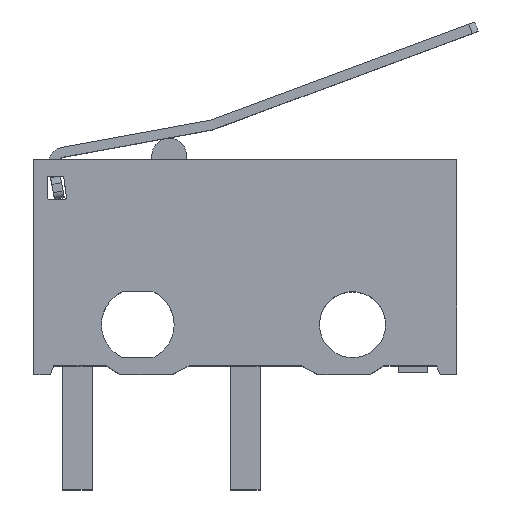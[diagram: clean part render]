
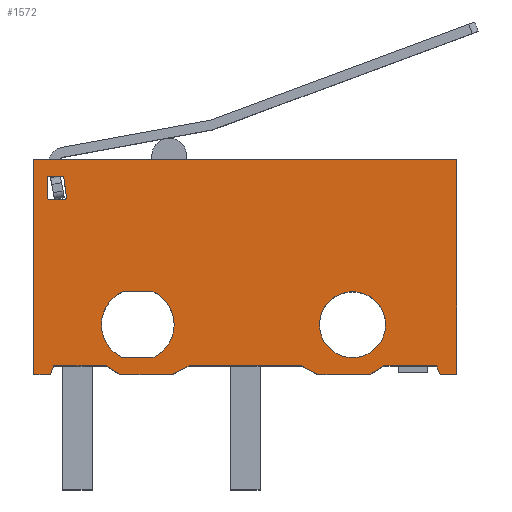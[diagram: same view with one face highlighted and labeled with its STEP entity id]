
A CAD part, top view. The second image highlights one B-rep face of the part: STEP entity #1572.
In plain terms, the highlighted planar face has unit normal (0, 0, 1).
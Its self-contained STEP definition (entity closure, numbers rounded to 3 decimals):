
#2=CARTESIAN_POINT('',(-5.458,2.1,2.9));
#3=DIRECTION('',(0.,0.,-1.));
#4=DIRECTION('',(0.99,0.141,0.));
#5=AXIS2_PLACEMENT_3D('',#2,#3,#4);
#36=CARTESIAN_POINT('',(-5.543,2.7,2.9));
#37=DIRECTION('',(0.,0.,-1.));
#38=DIRECTION('',(0.,1.,0.));
#39=AXIS2_PLACEMENT_3D('',#36,#37,#38);
#70=CARTESIAN_POINT('',(-5.95,2.7,2.9));
#71=DIRECTION('',(0.,0.,-1.));
#72=DIRECTION('',(-1.,0.,0.));
#73=AXIS2_PLACEMENT_3D('',#70,#71,#72);
#104=CARTESIAN_POINT('',(-5.95,2.1,2.9));
#105=DIRECTION('',(0.,0.,-1.));
#106=DIRECTION('',(0.,-1.,0.));
#107=AXIS2_PLACEMENT_3D('',#104,#105,#106);
#369=DIRECTION('',(-0.848,0.53,0.));
#370=VECTOR('',#369,0.472);
#371=CARTESIAN_POINT('',(-3.8,-3.25,2.9));
#372=LINE('',#371,#370);
#373=DIRECTION('',(-1.,0.,0.));
#374=VECTOR('',#373,1.6);
#375=CARTESIAN_POINT('',(-4.2,-3.,2.9));
#376=LINE('',#375,#374);
#377=DIRECTION('',(-0.371,-0.928,0.));
#378=VECTOR('',#377,0.269);
#379=CARTESIAN_POINT('',(-5.8,-3.,2.9));
#380=LINE('',#379,#378);
#381=DIRECTION('',(1.,0.,0.));
#382=VECTOR('',#381,0.5);
#383=CARTESIAN_POINT('',(-6.4,-3.25,2.9));
#384=LINE('',#383,#382);
#385=DIRECTION('',(0.,-1.,0.));
#386=VECTOR('',#385,6.5);
#387=CARTESIAN_POINT('',(-6.4,3.25,2.9));
#388=LINE('',#387,#386);
#389=DIRECTION('',(-1.,0.,0.));
#390=VECTOR('',#389,12.8);
#391=CARTESIAN_POINT('',(6.4,3.25,2.9));
#392=LINE('',#391,#390);
#393=DIRECTION('',(0.,1.,0.));
#394=VECTOR('',#393,6.5);
#395=CARTESIAN_POINT('',(6.4,-3.25,2.9));
#396=LINE('',#395,#394);
#397=DIRECTION('',(1.,0.,0.));
#398=VECTOR('',#397,0.5);
#399=CARTESIAN_POINT('',(5.9,-3.25,2.9));
#400=LINE('',#399,#398);
#401=DIRECTION('',(-0.371,0.928,0.));
#402=VECTOR('',#401,0.269);
#403=CARTESIAN_POINT('',(5.9,-3.25,2.9));
#404=LINE('',#403,#402);
#405=DIRECTION('',(-1.,0.,0.));
#406=VECTOR('',#405,1.6);
#407=CARTESIAN_POINT('',(5.8,-3.,2.9));
#408=LINE('',#407,#406);
#409=DIRECTION('',(-0.848,-0.53,0.));
#410=VECTOR('',#409,0.472);
#411=CARTESIAN_POINT('',(4.2,-3.,2.9));
#412=LINE('',#411,#410);
#413=DIRECTION('',(1.,0.,0.));
#414=VECTOR('',#413,1.6);
#415=CARTESIAN_POINT('',(2.2,-3.25,2.9));
#416=LINE('',#415,#414);
#417=DIRECTION('',(-0.894,0.447,0.));
#418=VECTOR('',#417,0.559);
#419=CARTESIAN_POINT('',(2.2,-3.25,2.9));
#420=LINE('',#419,#418);
#421=DIRECTION('',(-1.,0.,0.));
#422=VECTOR('',#421,3.4);
#423=CARTESIAN_POINT('',(1.7,-3.,2.9));
#424=LINE('',#423,#422);
#425=DIRECTION('',(-0.894,-0.447,0.));
#426=VECTOR('',#425,0.559);
#427=CARTESIAN_POINT('',(-1.7,-3.,2.9));
#428=LINE('',#427,#426);
#429=DIRECTION('',(1.,0.,0.));
#430=VECTOR('',#429,1.6);
#431=CARTESIAN_POINT('',(-3.8,-3.25,2.9));
#432=LINE('',#431,#430);
#433=CARTESIAN_POINT('',(3.25,-1.75,2.9));
#434=DIRECTION('',(0.,0.,1.));
#435=DIRECTION('',(1.,0.,0.));
#436=AXIS2_PLACEMENT_3D('',#433,#434,#435);
#438=CARTESIAN_POINT('',(3.25,-1.75,2.9));
#439=DIRECTION('',(0.,0.,1.));
#440=DIRECTION('',(-1.,0.,0.));
#441=AXIS2_PLACEMENT_3D('',#438,#439,#440);
#443=CARTESIAN_POINT('',(-3.25,-1.75,2.9));
#444=DIRECTION('',(0.,0.,1.));
#445=DIRECTION('',(-0.417,0.909,0.));
#446=AXIS2_PLACEMENT_3D('',#443,#444,#445);
#448=DIRECTION('',(1.,0.,0.));
#449=VECTOR('',#448,0.917);
#450=CARTESIAN_POINT('',(-3.708,-2.75,2.9));
#451=LINE('',#450,#449);
#452=CARTESIAN_POINT('',(-3.25,-1.75,2.9));
#453=DIRECTION('',(0.,0.,1.));
#454=DIRECTION('',(0.417,-0.909,0.));
#455=AXIS2_PLACEMENT_3D('',#452,#453,#454);
#457=DIRECTION('',(-1.,0.,0.));
#458=VECTOR('',#457,0.917);
#459=CARTESIAN_POINT('',(-2.792,-0.75,2.9));
#460=LINE('',#459,#458);
#461=DIRECTION('',(-1.,0.,0.));
#462=VECTOR('',#461,0.407);
#463=CARTESIAN_POINT('',(-5.543,2.75,2.9));
#464=LINE('',#463,#462);
#465=DIRECTION('',(0.,-1.,0.));
#466=VECTOR('',#465,0.6);
#467=CARTESIAN_POINT('',(-6.,2.7,2.9));
#468=LINE('',#467,#466);
#469=DIRECTION('',(1.,0.,0.));
#470=VECTOR('',#469,0.492);
#471=CARTESIAN_POINT('',(-5.95,2.05,2.9));
#472=LINE('',#471,#470);
#473=DIRECTION('',(-0.141,0.99,0.));
#474=VECTOR('',#473,0.606);
#475=CARTESIAN_POINT('',(-5.408,2.107,2.9));
#476=LINE('',#475,#474);
#822=CARTESIAN_POINT('',(-6.4,3.25,2.9));
#823=CARTESIAN_POINT('',(-6.4,-3.25,2.9));
#824=VERTEX_POINT('',#822);
#825=VERTEX_POINT('',#823);
#826=CARTESIAN_POINT('',(6.4,-3.25,2.9));
#827=CARTESIAN_POINT('',(6.4,3.25,2.9));
#828=VERTEX_POINT('',#826);
#829=VERTEX_POINT('',#827);
#842=CARTESIAN_POINT('',(4.25,-1.75,2.9));
#843=CARTESIAN_POINT('',(2.25,-1.75,2.9));
#844=VERTEX_POINT('',#842);
#845=VERTEX_POINT('',#843);
#846=CARTESIAN_POINT('',(-3.708,-0.75,2.9));
#847=CARTESIAN_POINT('',(-3.708,-2.75,2.9));
#848=VERTEX_POINT('',#846);
#849=VERTEX_POINT('',#847);
#850=CARTESIAN_POINT('',(-2.792,-2.75,2.9));
#851=VERTEX_POINT('',#850);
#852=CARTESIAN_POINT('',(-2.792,-0.75,2.9));
#853=VERTEX_POINT('',#852);
#878=CARTESIAN_POINT('',(-3.8,-3.25,2.9));
#879=CARTESIAN_POINT('',(-4.2,-3.,2.9));
#880=VERTEX_POINT('',#878);
#881=VERTEX_POINT('',#879);
#882=CARTESIAN_POINT('',(-5.8,-3.,2.9));
#883=VERTEX_POINT('',#882);
#884=CARTESIAN_POINT('',(-5.9,-3.25,2.9));
#885=VERTEX_POINT('',#884);
#886=CARTESIAN_POINT('',(2.2,-3.25,2.9));
#887=CARTESIAN_POINT('',(1.7,-3.,2.9));
#888=VERTEX_POINT('',#886);
#889=VERTEX_POINT('',#887);
#890=CARTESIAN_POINT('',(-1.7,-3.,2.9));
#891=VERTEX_POINT('',#890);
#892=CARTESIAN_POINT('',(-2.2,-3.25,2.9));
#893=VERTEX_POINT('',#892);
#894=CARTESIAN_POINT('',(5.9,-3.25,2.9));
#895=CARTESIAN_POINT('',(5.8,-3.,2.9));
#896=VERTEX_POINT('',#894);
#897=VERTEX_POINT('',#895);
#898=CARTESIAN_POINT('',(4.2,-3.,2.9));
#899=VERTEX_POINT('',#898);
#900=CARTESIAN_POINT('',(3.8,-3.25,2.9));
#901=VERTEX_POINT('',#900);
#1010=CARTESIAN_POINT('',(-5.95,2.05,2.9));
#1012=VERTEX_POINT('',#1010);
#1014=CARTESIAN_POINT('',(-6.,2.1,2.9));
#1016=VERTEX_POINT('',#1014);
#1018=CARTESIAN_POINT('',(-6.,2.7,2.9));
#1020=VERTEX_POINT('',#1018);
#1022=CARTESIAN_POINT('',(-5.95,2.75,2.9));
#1024=VERTEX_POINT('',#1022);
#1026=CARTESIAN_POINT('',(-5.543,2.75,2.9));
#1028=VERTEX_POINT('',#1026);
#1030=CARTESIAN_POINT('',(-5.494,2.707,2.9));
#1032=VERTEX_POINT('',#1030);
#1034=CARTESIAN_POINT('',(-5.408,2.107,2.9));
#1036=VERTEX_POINT('',#1034);
#1038=CARTESIAN_POINT('',(-5.458,2.05,2.9));
#1040=VERTEX_POINT('',#1038);
#1515=CARTESIAN_POINT('',(0.,0.,2.9));
#1516=DIRECTION('',(0.,0.,1.));
#1517=DIRECTION('',(1.,0.,0.));
#1518=AXIS2_PLACEMENT_3D('',#1515,#1516,#1517);
#1519=PLANE('',#1518);
#1520=ORIENTED_EDGE('',*,*,#1412,.T.);
#1521=ORIENTED_EDGE('',*,*,#1427,.T.);
#1522=ORIENTED_EDGE('',*,*,#1451,.T.);
#1523=ORIENTED_EDGE('',*,*,#1480,.F.);
#1525=ORIENTED_EDGE('',*,*,#1524,.F.);
#1526=ORIENTED_EDGE('',*,*,#1295,.F.);
#1528=ORIENTED_EDGE('',*,*,#1527,.F.);
#1529=ORIENTED_EDGE('',*,*,#1507,.F.);
#1531=ORIENTED_EDGE('',*,*,#1530,.T.);
#1533=ORIENTED_EDGE('',*,*,#1532,.T.);
#1535=ORIENTED_EDGE('',*,*,#1534,.T.);
#1536=ORIENTED_EDGE('',*,*,#1492,.F.);
#1538=ORIENTED_EDGE('',*,*,#1537,.T.);
#1540=ORIENTED_EDGE('',*,*,#1539,.T.);
#1542=ORIENTED_EDGE('',*,*,#1541,.T.);
#1543=ORIENTED_EDGE('',*,*,#1463,.F.);
#1544=EDGE_LOOP('',(#1520,#1521,#1522,#1523,#1525,#1526,#1528,#1529,#1531,#1533,
#1535,#1536,#1538,#1540,#1542,#1543));
#1545=FACE_OUTER_BOUND('',#1544,.F.);
#1547=ORIENTED_EDGE('',*,*,#1546,.T.);
#1549=ORIENTED_EDGE('',*,*,#1548,.T.);
#1550=EDGE_LOOP('',(#1547,#1549));
#1551=FACE_BOUND('',#1550,.F.);
#1553=ORIENTED_EDGE('',*,*,#1552,.T.);
#1555=ORIENTED_EDGE('',*,*,#1554,.T.);
#1557=ORIENTED_EDGE('',*,*,#1556,.T.);
#1559=ORIENTED_EDGE('',*,*,#1558,.T.);
#1560=EDGE_LOOP('',(#1553,#1555,#1557,#1559));
#1561=FACE_BOUND('',#1560,.F.);
#1562=ORIENTED_EDGE('',*,*,#1143,.T.);
#1563=ORIENTED_EDGE('',*,*,#1174,.F.);
#1564=ORIENTED_EDGE('',*,*,#1189,.T.);
#1565=ORIENTED_EDGE('',*,*,#1220,.F.);
#1566=ORIENTED_EDGE('',*,*,#1237,.T.);
#1567=ORIENTED_EDGE('',*,*,#1081,.F.);
#1568=ORIENTED_EDGE('',*,*,#1097,.T.);
#1569=ORIENTED_EDGE('',*,*,#1128,.F.);
#1570=EDGE_LOOP('',(#1562,#1563,#1564,#1565,#1566,#1567,#1568,#1569));
#1571=FACE_BOUND('',#1570,.F.);
#6=CIRCLE('',#5,0.05);
#40=CIRCLE('',#39,0.05);
#74=CIRCLE('',#73,0.05);
#108=CIRCLE('',#107,0.05);
#437=CIRCLE('',#436,1.);
#442=CIRCLE('',#441,1.);
#447=CIRCLE('',#446,1.1);
#456=CIRCLE('',#455,1.1);
#1081=EDGE_CURVE('',#1036,#1040,#6,.T.);
#1097=EDGE_CURVE('',#1036,#1032,#476,.T.);
#1128=EDGE_CURVE('',#1028,#1032,#40,.T.);
#1143=EDGE_CURVE('',#1028,#1024,#464,.T.);
#1174=EDGE_CURVE('',#1020,#1024,#74,.T.);
#1189=EDGE_CURVE('',#1020,#1016,#468,.T.);
#1220=EDGE_CURVE('',#1012,#1016,#108,.T.);
#1237=EDGE_CURVE('',#1012,#1040,#472,.T.);
#1295=EDGE_CURVE('',#829,#824,#392,.T.);
#1412=EDGE_CURVE('',#880,#881,#372,.T.);
#1427=EDGE_CURVE('',#881,#883,#376,.T.);
#1451=EDGE_CURVE('',#883,#885,#380,.T.);
#1463=EDGE_CURVE('',#880,#893,#432,.T.);
#1480=EDGE_CURVE('',#825,#885,#384,.T.);
#1492=EDGE_CURVE('',#888,#901,#416,.T.);
#1507=EDGE_CURVE('',#896,#828,#400,.T.);
#1524=EDGE_CURVE('',#824,#825,#388,.T.);
#1527=EDGE_CURVE('',#828,#829,#396,.T.);
#1530=EDGE_CURVE('',#896,#897,#404,.T.);
#1532=EDGE_CURVE('',#897,#899,#408,.T.);
#1534=EDGE_CURVE('',#899,#901,#412,.T.);
#1537=EDGE_CURVE('',#888,#889,#420,.T.);
#1539=EDGE_CURVE('',#889,#891,#424,.T.);
#1541=EDGE_CURVE('',#891,#893,#428,.T.);
#1546=EDGE_CURVE('',#844,#845,#437,.T.);
#1548=EDGE_CURVE('',#845,#844,#442,.T.);
#1552=EDGE_CURVE('',#848,#849,#447,.T.);
#1554=EDGE_CURVE('',#849,#851,#451,.T.);
#1556=EDGE_CURVE('',#851,#853,#456,.T.);
#1558=EDGE_CURVE('',#853,#848,#460,.T.);
#1572=ADVANCED_FACE('',(#1545,#1551,#1561,#1571),#1519,.T.);
